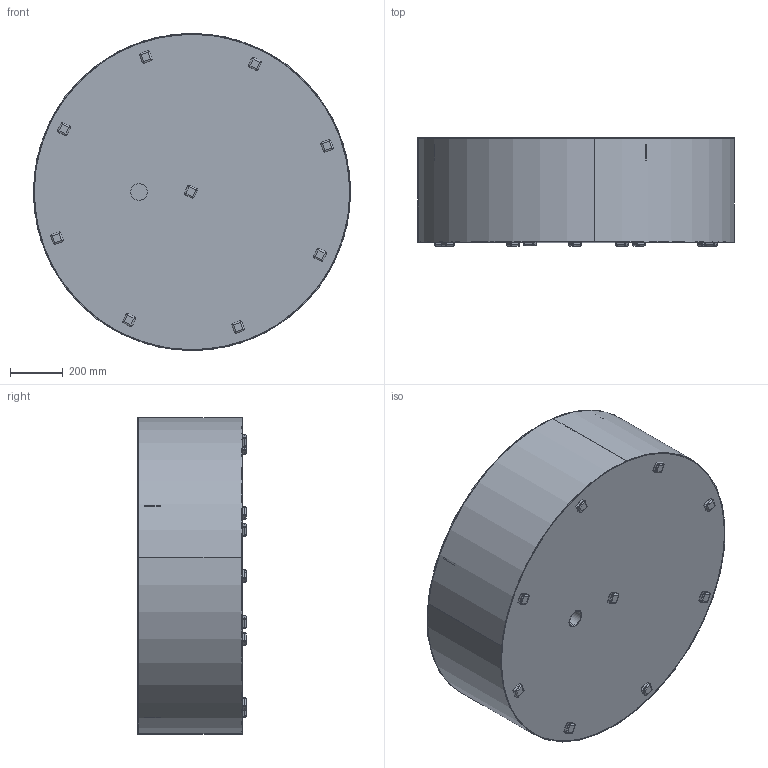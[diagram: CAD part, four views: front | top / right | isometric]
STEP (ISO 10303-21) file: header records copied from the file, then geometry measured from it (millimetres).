
FILE_DESCRIPTION (( 'STEP AP214' ), '1' );
FILE_NAME ('CBR5.STEP', '2021-09-15T06:43:01', ( '' ), ( '' ), 'SwSTEP 2.0', 'SolidWorks 2021', '' );
FILE_SCHEMA (( 'AUTOMOTIVE_DESIGN' ));
Length unit declared in the file: millimetre
Products named in the file (13): CBR5; Strip CBR5; Bottom CBR5; Pipe CBR5; Topring CBR5; Ring 1 CBR5; Cover CBR5; Feet CBR5; pipe cover CBR5; Ring 2 CBR5; L CBR5_Default<As Machined>; Wall part CBR5; Ring top
Assembly tree (30 placements, depth 2):
  CBR5
    Bottom CBR5
    Wall part CBR5  x2
    Topring CBR5
    Ring 1 CBR5  x2
    Ring 2 CBR5  x2
    Cover CBR5
    Strip CBR5  x5
    pipe cover CBR5
    Pipe CBR5
    Feet CBR5  x9
    Ring top
    L CBR5_Default<As Machined>  x4
Bounding box: 1199.18 x 410 x 1199.18 mm (x, y, z)
Volume: 12808087.6 mm3; surface area: 8055417.3 mm2
Topology: 30 solids, 30 shells, 492 faces, 1008 edges, 576 vertices
Faces by surface type: plane 288, cylinder 132, bspline 72
Entity records: 4233 total; most frequent: CARTESIAN_POINT 1127, DIRECTION 573, ORIENTED_EDGE 470, EDGE_CURVE 235, AXIS2_PLACEMENT_3D 216, VERTEX_POINT 146, VECTOR 141, LINE 141
